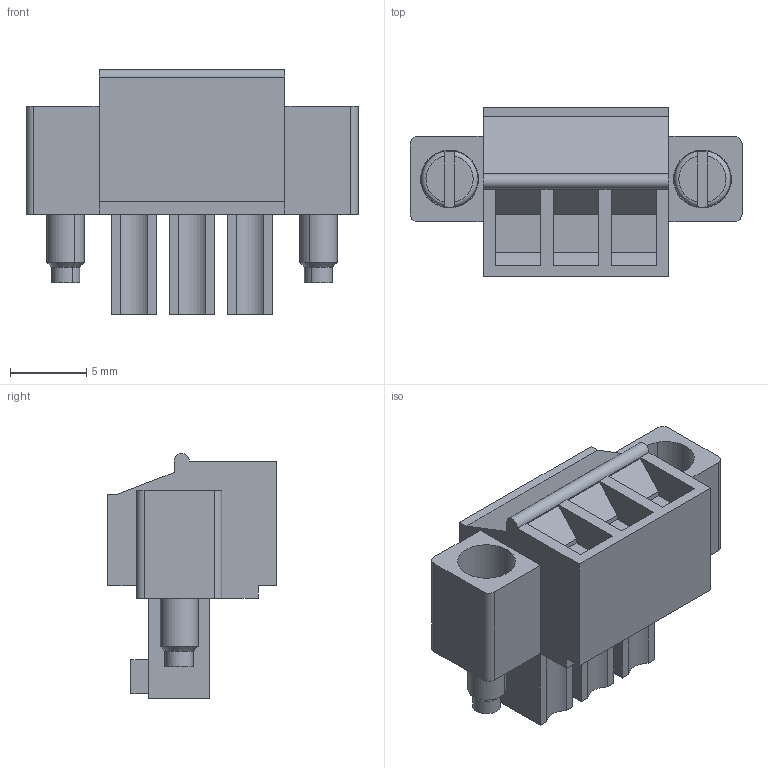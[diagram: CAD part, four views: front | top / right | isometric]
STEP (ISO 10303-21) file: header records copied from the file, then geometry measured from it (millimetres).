
FILE_DESCRIPTION(('CATIA V5 STEP Exchange','CAx-IF Rec.Pracs.--- Model Styling and Organization---1.2---2011-12-15'),'2;1');
FILE_NAME ('D1456239_0_1792960000_1792960000.stp','2018-09-19T13:58:24+00:00',('none'),('Weidmueller'),'CATIA Version 5-6 Release 2014','CATIA V5 STEP AP214','none');
FILE_SCHEMA(('AUTOMOTIVE_DESIGN { 1 0 10303 214 1 1 1 1 }'));
Length unit declared in the file: millimetre
Products named in the file (1): 1792960000
Bounding box: 21.82 x 11.1 x 16.1 mm (x, y, z)
Volume: 1490.8 mm3; surface area: 1687 mm2
Topology: 3 solids, 3 shells, 169 faces, 425 edges, 278 vertices
Faces by surface type: plane 106, cylinder 41, cone 14, torus 8
Entity records: 4662 total; most frequent: ORIENTED_EDGE 850, CARTESIAN_POINT 841, DIRECTION 627, EDGE_CURVE 425, VECTOR 297, LINE 297, VERTEX_POINT 278, AXIS2_PLACEMENT_3D 226
